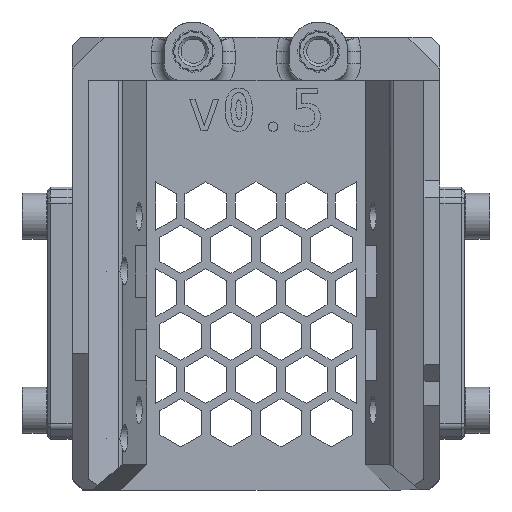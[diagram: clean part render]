
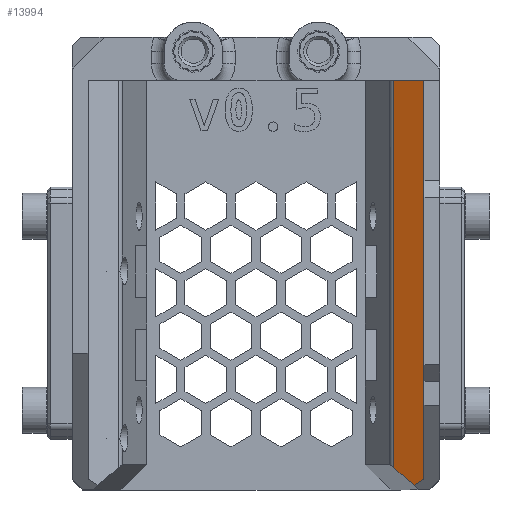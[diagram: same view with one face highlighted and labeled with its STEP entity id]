
A CAD part, front view. The second image highlights one B-rep face of the part: STEP entity #13994.
In plain terms, the highlighted face is planar.
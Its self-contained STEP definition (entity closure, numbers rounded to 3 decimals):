
#940=LINE('',#22055,#2162);
#1856=LINE('',#26088,#3078);
#1857=LINE('',#26091,#3079);
#1858=LINE('',#26093,#3080);
#1859=LINE('',#26094,#3081);
#2162=VECTOR('',#15952,10.);
#3078=VECTOR('',#17720,10.);
#3079=VECTOR('',#17723,10.);
#3080=VECTOR('',#17724,10.);
#3081=VECTOR('',#17725,10.);
#4150=FACE_OUTER_BOUND('',#5022,.T.);
#5022=EDGE_LOOP('',(#12194,#12195,#12196,#12197,#12198));
#5876=VERTEX_POINT('',#22052);
#5877=VERTEX_POINT('',#22054);
#6664=VERTEX_POINT('',#26086);
#6665=VERTEX_POINT('',#26090);
#6666=VERTEX_POINT('',#26092);
#7355=EDGE_CURVE('',#5876,#5877,#940,.T.);
#8545=EDGE_CURVE('',#6664,#5876,#1856,.T.);
#8546=EDGE_CURVE('',#6665,#6664,#1857,.T.);
#8547=EDGE_CURVE('',#6665,#6666,#1858,.T.);
#8548=EDGE_CURVE('',#5877,#6666,#1859,.T.);
#12194=ORIENTED_EDGE('',*,*,#8545,.F.);
#12195=ORIENTED_EDGE('',*,*,#8546,.F.);
#12196=ORIENTED_EDGE('',*,*,#8547,.T.);
#12197=ORIENTED_EDGE('',*,*,#8548,.F.);
#12198=ORIENTED_EDGE('',*,*,#7355,.F.);
#13356=PLANE('',#14948);
#13994=ADVANCED_FACE('',(#4150),#13356,.T.);
#14948=AXIS2_PLACEMENT_3D('',#26089,#17721,#17722);
#15952=DIRECTION('',(0.894,0.,0.447));
#17720=DIRECTION('',(0.,1.,0.));
#17721=DIRECTION('center_axis',(-0.447,0.,
0.894));
#17722=DIRECTION('ref_axis',(0.894,0.,0.447));
#17723=DIRECTION('',(-0.708,0.611,-0.354));
#17724=DIRECTION('',(0.781,0.488,0.39));
#17725=DIRECTION('',(0.,-1.,0.));
#22052=CARTESIAN_POINT('',(25.938,46.984,-100.438));
#22054=CARTESIAN_POINT('',(29.528,46.984,-98.643));
#22055=CARTESIAN_POINT('',(29.694,46.984,-98.56));
#26086=CARTESIAN_POINT('',(25.938,0.619,-100.438));
#26088=CARTESIAN_POINT('',(25.938,-2.016,-100.438));
#26089=CARTESIAN_POINT('Origin',(25.515,-2.016,-100.649));
#26090=CARTESIAN_POINT('',(28.344,-1.459,-99.235));
#26091=CARTESIAN_POINT('',(23.477,2.744,-101.668));
#26092=CARTESIAN_POINT('',(29.528,-0.718,-98.643));
#26093=CARTESIAN_POINT('',(27.752,-1.828,-99.531));
#26094=CARTESIAN_POINT('',(29.528,11.534,-98.643));
